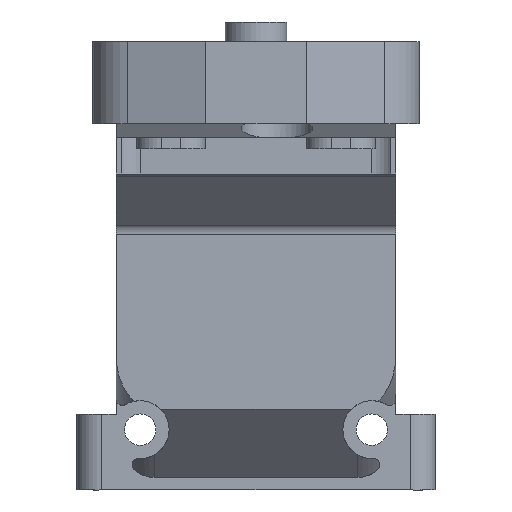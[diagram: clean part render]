
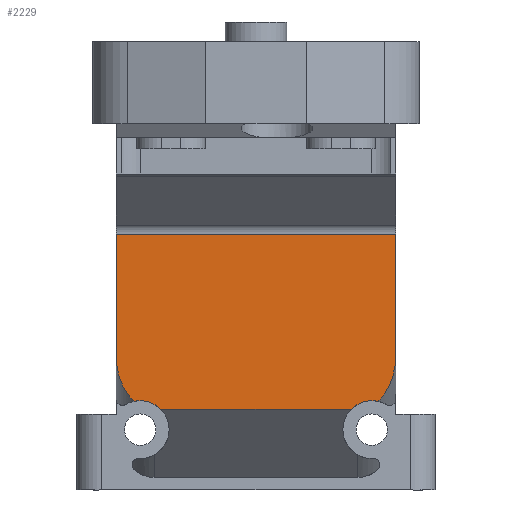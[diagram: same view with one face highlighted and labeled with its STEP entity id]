
A CAD part, front view. The second image highlights one B-rep face of the part: STEP entity #2229.
In plain terms, the highlighted planar face has unit normal (0, -1, 0).
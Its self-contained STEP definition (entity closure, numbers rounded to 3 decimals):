
#81=PLANE('',#2413);
#119=CIRCLE('',#2321,2.3);
#129=CIRCLE('',#2343,2.3);
#232=ELLIPSE('',#2339,4.243,3.);
#234=ELLIPSE('',#2346,4.243,3.);
#248=LINE('',#3414,#438);
#273=LINE('',#3595,#463);
#337=LINE('',#3782,#527);
#340=LINE('',#3793,#530);
#438=VECTOR('',#2590,10.);
#463=VECTOR('',#2655,10.);
#527=VECTOR('',#2847,10.);
#530=VECTOR('',#2854,10.);
#725=FACE_OUTER_BOUND('',#851,.T.);
#851=EDGE_LOOP('',(#1800,#1801,#1802,#1803,#1804,#1805,#1806,#1807,#1808,
#1809));
#959=B_SPLINE_CURVE_WITH_KNOTS('',3,(#3788,#3789,#3790,#3791),
 .UNSPECIFIED.,.F.,.F.,(4,4),(1.738,1.814),
 .UNSPECIFIED.);
#960=B_SPLINE_CURVE_WITH_KNOTS('',3,(#3794,#3795,#3796,#3797),
 .UNSPECIFIED.,.F.,.F.,(4,4),(0.453,0.529),
 .UNSPECIFIED.);
#969=VERTEX_POINT('',#3380);
#970=VERTEX_POINT('',#3387);
#976=VERTEX_POINT('',#3411);
#977=VERTEX_POINT('',#3413);
#1007=VERTEX_POINT('',#3565);
#1008=VERTEX_POINT('',#3572);
#1011=VERTEX_POINT('',#3587);
#1012=VERTEX_POINT('',#3591);
#1071=VERTEX_POINT('',#3780);
#1073=VERTEX_POINT('',#3792);
#1192=EDGE_CURVE('',#970,#969,#119,.F.);
#1200=EDGE_CURVE('',#976,#977,#248,.T.);
#1238=EDGE_CURVE('',#1008,#1007,#232,.F.);
#1243=EDGE_CURVE('',#1007,#1011,#129,.F.);
#1245=EDGE_CURVE('',#969,#1012,#234,.F.);
#1246=EDGE_CURVE('',#1011,#970,#273,.F.);
#1340=EDGE_CURVE('',#1071,#976,#337,.T.);
#1343=EDGE_CURVE('',#977,#1012,#959,.T.);
#1344=EDGE_CURVE('',#1073,#1071,#340,.T.);
#1345=EDGE_CURVE('',#1073,#1008,#960,.F.);
#1800=ORIENTED_EDGE('',*,*,#1192,.T.);
#1801=ORIENTED_EDGE('',*,*,#1245,.T.);
#1802=ORIENTED_EDGE('',*,*,#1343,.F.);
#1803=ORIENTED_EDGE('',*,*,#1200,.F.);
#1804=ORIENTED_EDGE('',*,*,#1340,.F.);
#1805=ORIENTED_EDGE('',*,*,#1344,.F.);
#1806=ORIENTED_EDGE('',*,*,#1345,.T.);
#1807=ORIENTED_EDGE('',*,*,#1238,.T.);
#1808=ORIENTED_EDGE('',*,*,#1243,.T.);
#1809=ORIENTED_EDGE('',*,*,#1246,.T.);
#2229=ADVANCED_FACE('',(#725),#81,.F.);
#2321=AXIS2_PLACEMENT_3D('',#3388,#2574,#2575);
#2339=AXIS2_PLACEMENT_3D('',#3573,#2636,#2637);
#2343=AXIS2_PLACEMENT_3D('',#3589,#2645,#2646);
#2346=AXIS2_PLACEMENT_3D('',#3593,#2651,#2652);
#2413=AXIS2_PLACEMENT_3D('',#3787,#2852,#2853);
#2574=DIRECTION('center_axis',(0.,-1.,0.));
#2575=DIRECTION('ref_axis',(-1.,0.,0.));
#2590=DIRECTION('',(0.,0.,-1.));
#2636=DIRECTION('center_axis',(0.,1.,0.));
#2637=DIRECTION('ref_axis',(0.,0.,
-1.));
#2645=DIRECTION('center_axis',(0.,-1.,0.));
#2646=DIRECTION('ref_axis',(-1.,0.,0.));
#2651=DIRECTION('center_axis',(0.,1.,0.));
#2652=DIRECTION('ref_axis',(0.,0.,
-1.));
#2655=DIRECTION('',(-1.,0.,0.));
#2847=DIRECTION('',(1.,0.,0.));
#2852=DIRECTION('center_axis',(0.,1.,0.));
#2853=DIRECTION('ref_axis',(0.,0.,
1.));
#2854=DIRECTION('',(0.,0.,1.));
#3380=CARTESIAN_POINT('',(9.755,51.45,-40.385));
#3387=CARTESIAN_POINT('',(7.65,51.45,-41.015));
#3388=CARTESIAN_POINT('Origin',(9.282,51.45,-42.636));
#3411=CARTESIAN_POINT('',(11.182,51.45,-27.104));
#3413=CARTESIAN_POINT('',(11.182,51.45,-36.759));
#3414=CARTESIAN_POINT('',(11.182,51.45,-25.899));
#3565=CARTESIAN_POINT('',(-9.591,51.45,-40.385));
#3572=CARTESIAN_POINT('',(-10.965,51.45,-37.563));
#3573=CARTESIAN_POINT('Origin',(-8.018,51.45,-36.772));
#3587=CARTESIAN_POINT('',(-7.486,51.45,-41.015));
#3589=CARTESIAN_POINT('Origin',(-9.118,51.45,-42.636));
#3591=CARTESIAN_POINT('',(11.13,51.45,-37.563));
#3593=CARTESIAN_POINT('Origin',(8.182,51.45,-36.772));
#3595=CARTESIAN_POINT('',(-6.051,51.45,-41.015));
#3780=CARTESIAN_POINT('',(-11.018,51.45,-27.104));
#3782=CARTESIAN_POINT('',(-11.018,51.45,-27.104));
#3787=CARTESIAN_POINT('Origin',(-11.018,51.45,-34.729));
#3788=CARTESIAN_POINT('Ctrl Pts',(11.182,51.45,-36.759));
#3789=CARTESIAN_POINT('Ctrl Pts',(11.182,51.45,-37.013));
#3790=CARTESIAN_POINT('Ctrl Pts',(11.167,51.45,-37.288));
#3791=CARTESIAN_POINT('Ctrl Pts',(11.13,51.45,-37.563));
#3792=CARTESIAN_POINT('',(-11.018,51.45,-36.759));
#3793=CARTESIAN_POINT('',(-11.018,51.45,-25.899));
#3794=CARTESIAN_POINT('Ctrl Pts',(-10.965,51.45,-37.563));
#3795=CARTESIAN_POINT('Ctrl Pts',(-11.002,51.45,-37.288));
#3796=CARTESIAN_POINT('Ctrl Pts',(-11.018,51.45,-37.013));
#3797=CARTESIAN_POINT('Ctrl Pts',(-11.018,51.45,-36.759));
